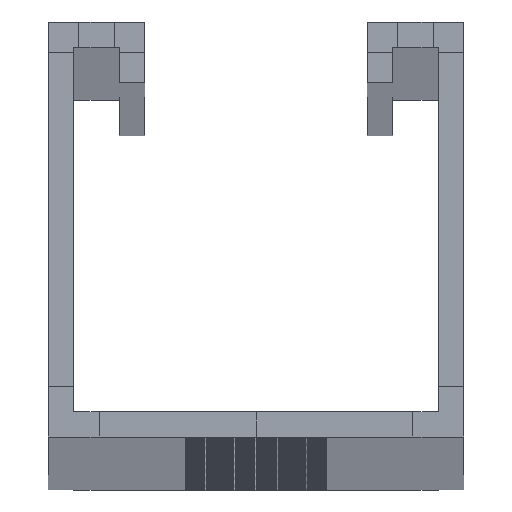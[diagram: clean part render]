
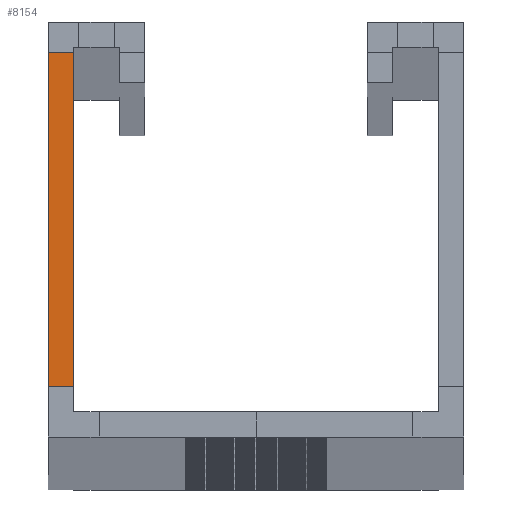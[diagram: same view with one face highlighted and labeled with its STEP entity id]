
A CAD part, top view. The second image highlights one B-rep face of the part: STEP entity #8154.
In plain terms, the highlighted planar face has unit normal (0, 0, 1).
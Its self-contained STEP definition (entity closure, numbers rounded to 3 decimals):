
#190 = EDGE_CURVE ( 'NONE', #10879, #4736, #9504, .T. ) ;
#209 = EDGE_CURVE ( 'NONE', #1985, #996, #5926, .T. ) ;
#383 = VECTOR ( 'NONE', #871, 1000. ) ;
#494 = ORIENTED_EDGE ( 'NONE', *, *, #6567, .T. ) ;
#552 = CARTESIAN_POINT ( 'NONE',  ( -18., 5., 3000. ) ) ;
#789 = CARTESIAN_POINT ( 'NONE',  ( -20.5, 5., 3000. ) ) ;
#871 = DIRECTION ( 'NONE',  ( 0., -1., 0. ) ) ;
#996 = VERTEX_POINT ( 'NONE', #9527 ) ;
#1985 = VERTEX_POINT ( 'NONE', #5642 ) ;
#2236 = ORIENTED_EDGE ( 'NONE', *, *, #209, .T. ) ;
#3045 = PLANE ( 'NONE',  #7095 ) ;
#3237 = CARTESIAN_POINT ( 'NONE',  ( -20.5, 5., 3000. ) ) ;
#3515 = CARTESIAN_POINT ( 'NONE',  ( -18., 38., 3000. ) ) ;
#3803 = EDGE_LOOP ( 'NONE', ( #494, #10602, #6263, #2236 ) ) ;
#3991 = LINE ( 'NONE', #789, #383 ) ;
#4736 = VERTEX_POINT ( 'NONE', #552 ) ;
#5291 = DIRECTION ( 'NONE',  ( 0., -1., 0. ) ) ;
#5328 = CARTESIAN_POINT ( 'NONE',  ( -18., 5., 3000. ) ) ;
#5642 = CARTESIAN_POINT ( 'NONE',  ( -18., 38., 3000. ) ) ;
#5826 = FACE_OUTER_BOUND ( 'NONE', #3803, .T. ) ;
#5926 = LINE ( 'NONE', #3515, #8363 ) ;
#6263 = ORIENTED_EDGE ( 'NONE', *, *, #9436, .F. ) ;
#6567 = EDGE_CURVE ( 'NONE', #996, #10879, #3991, .T. ) ;
#7095 = AXIS2_PLACEMENT_3D ( 'NONE', #10350, #11293, #9501 ) ;
#7129 = VECTOR ( 'NONE', #5291, 1000. ) ;
#7139 = DIRECTION ( 'NONE',  ( 1., 0., 0. ) ) ;
#8154 = ADVANCED_FACE ( 'NONE', ( #5826 ), #3045, .T. ) ;
#8363 = VECTOR ( 'NONE', #11763, 1000. ) ;
#8781 = VECTOR ( 'NONE', #7139, 1000. ) ;
#9436 = EDGE_CURVE ( 'NONE', #1985, #4736, #10845, .T. ) ;
#9501 = DIRECTION ( 'NONE',  ( 1., 0., 0. ) ) ;
#9504 = LINE ( 'NONE', #10694, #8781 ) ;
#9527 = CARTESIAN_POINT ( 'NONE',  ( -20.5, 38., 3000. ) ) ;
#10350 = CARTESIAN_POINT ( 'NONE',  ( -15.5, 2.5, 3000. ) ) ;
#10602 = ORIENTED_EDGE ( 'NONE', *, *, #190, .T. ) ;
#10694 = CARTESIAN_POINT ( 'NONE',  ( -20.5, 5., 3000. ) ) ;
#10845 = LINE ( 'NONE', #5328, #7129 ) ;
#10879 = VERTEX_POINT ( 'NONE', #3237 ) ;
#11293 = DIRECTION ( 'NONE',  ( 0., 0., 1. ) ) ;
#11763 = DIRECTION ( 'NONE',  ( -1., 0., 0. ) ) ;
